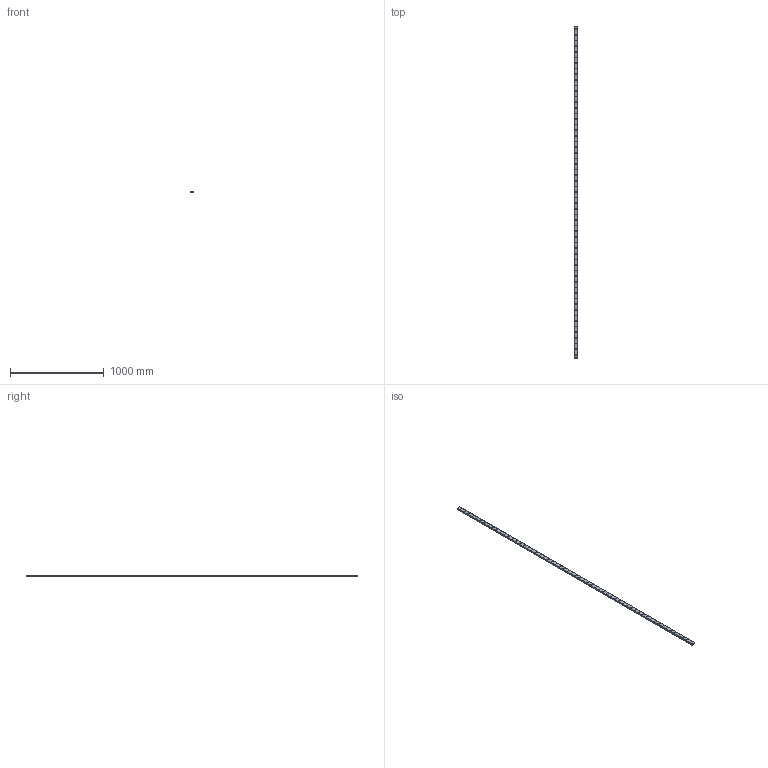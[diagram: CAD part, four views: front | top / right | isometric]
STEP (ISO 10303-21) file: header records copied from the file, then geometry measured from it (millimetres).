
FILE_DESCRIPTION(('STEP AP214'),'1');
FILE_NAME('cctmp_6652E67D-3362-47E4-9CB8-94D83E7500C4_2021_03_05_15_53_31_0553..stp','2021-03-05T14:53:32',('HIWIN GmbH'),('CADClick - www.CADClick.com'),'Spatial InterOp 3D',' ','unknown authorization');
FILE_SCHEMA(('AUTOMOTIVE_DESIGN'));
Length unit declared in the file: millimetre
Products named in the file (1): WER27R3550H_FILE
Bounding box: 42 x 3550 x 15 mm (x, y, z)
Volume: 2066424.7 mm3; surface area: 446223.6 mm2
Topology: 1 solids, 1 shells, 1165 faces, 2415 edges, 1610 vertices
Faces by surface type: cylinder 726, plane 439
Entity records: 40965 total; most frequent: DIRECTION 6199, CARTESIAN_POINT 5191, ORIENTED_EDGE 4830, AXIS2_PLACEMENT_3D 2618, EDGE_CURVE 2415, VERTEX_POINT 1610, EDGE_LOOP 1523, CIRCLE 1452
